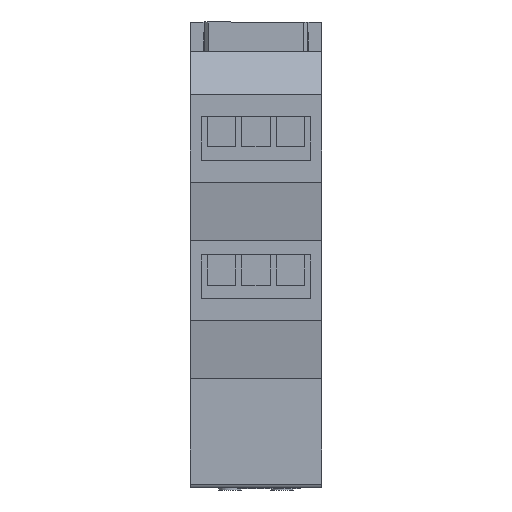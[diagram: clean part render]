
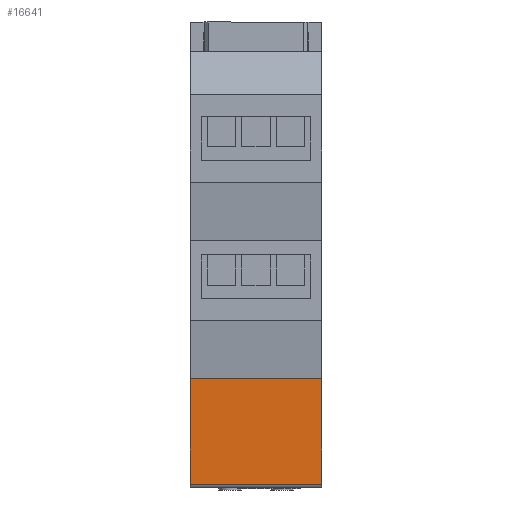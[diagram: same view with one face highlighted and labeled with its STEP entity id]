
A CAD part, front view. The second image highlights one B-rep face of the part: STEP entity #16641.
In plain terms, the highlighted planar face has unit normal (0, -1, 0).
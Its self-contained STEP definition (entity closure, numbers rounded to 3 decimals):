
#339 = ORIENTED_EDGE ( 'NONE', *, *, #8854, .F. ) ;
#1533 = VERTEX_POINT ( 'NONE', #23772 ) ;
#1786 = EDGE_CURVE ( 'NONE', #1533, #27432, #26088, .T. ) ;
#2124 = CARTESIAN_POINT ( 'NONE',  ( -9., -22.5, -45. ) ) ;
#2372 = LINE ( 'NONE', #10835, #15963 ) ;
#2749 = ORIENTED_EDGE ( 'NONE', *, *, #14073, .T. ) ;
#2937 = ORIENTED_EDGE ( 'NONE', *, *, #1786, .F. ) ;
#3679 = FACE_OUTER_BOUND ( 'NONE', #21926, .T. ) ;
#5246 = EDGE_CURVE ( 'NONE', #27432, #24151, #2372, .T. ) ;
#5527 = CARTESIAN_POINT ( 'NONE',  ( 9., -22.5, -59.5 ) ) ;
#7150 = CARTESIAN_POINT ( 'NONE',  ( 9., -22.5, -45. ) ) ;
#7995 = VECTOR ( 'NONE', #23982, 1000. ) ;
#8854 = EDGE_CURVE ( 'NONE', #24151, #9039, #19484, .T. ) ;
#9039 = VERTEX_POINT ( 'NONE', #2124 ) ;
#9438 = CARTESIAN_POINT ( 'NONE',  ( 9., -22.5, -45. ) ) ;
#10331 = LINE ( 'NONE', #7150, #7995 ) ;
#10771 = AXIS2_PLACEMENT_3D ( 'NONE', #16864, #16953, #18983 ) ;
#10835 = CARTESIAN_POINT ( 'NONE',  ( 9., -22.5, -59.5 ) ) ;
#14073 = EDGE_CURVE ( 'NONE', #1533, #9039, #10331, .T. ) ;
#15963 = VECTOR ( 'NONE', #17216, 1000. ) ;
#16641 = ADVANCED_FACE ( 'NONE', ( #3679 ), #25473, .F. ) ;
#16864 = CARTESIAN_POINT ( 'NONE',  ( 9., -22.5, -45. ) ) ;
#16953 = DIRECTION ( 'NONE',  ( 0., 1., 0. ) ) ;
#17216 = DIRECTION ( 'NONE',  ( -1., 0., 0. ) ) ;
#18442 = DIRECTION ( 'NONE',  ( 0., 0., 1. ) ) ;
#18983 = DIRECTION ( 'NONE',  ( 0., 0., 1. ) ) ;
#19484 = LINE ( 'NONE', #26884, #27434 ) ;
#21405 = CARTESIAN_POINT ( 'NONE',  ( -9., -22.5, -59.5 ) ) ;
#21926 = EDGE_LOOP ( 'NONE', ( #26174, #2937, #2749, #339 ) ) ;
#23410 = VECTOR ( 'NONE', #24234, 1000. ) ;
#23772 = CARTESIAN_POINT ( 'NONE',  ( 9., -22.5, -45. ) ) ;
#23982 = DIRECTION ( 'NONE',  ( -1., 0., 0. ) ) ;
#24151 = VERTEX_POINT ( 'NONE', #21405 ) ;
#24234 = DIRECTION ( 'NONE',  ( 0., 0., -1. ) ) ;
#25473 = PLANE ( 'NONE',  #10771 ) ;
#26088 = LINE ( 'NONE', #9438, #23410 ) ;
#26174 = ORIENTED_EDGE ( 'NONE', *, *, #5246, .F. ) ;
#26884 = CARTESIAN_POINT ( 'NONE',  ( -9., -22.5, 0. ) ) ;
#27432 = VERTEX_POINT ( 'NONE', #5527 ) ;
#27434 = VECTOR ( 'NONE', #18442, 1000. ) ;
